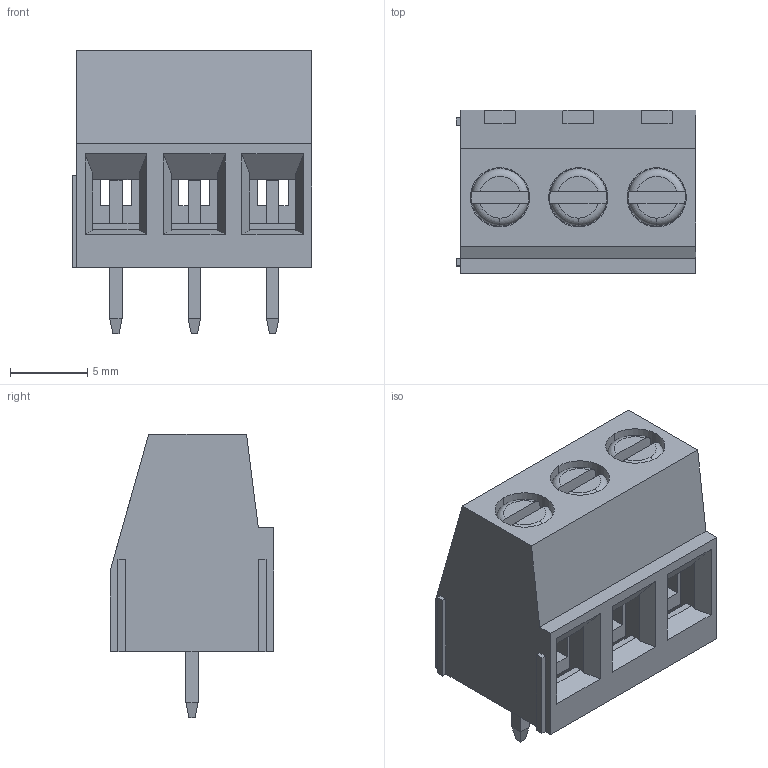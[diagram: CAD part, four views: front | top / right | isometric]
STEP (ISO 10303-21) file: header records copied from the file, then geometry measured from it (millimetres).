
FILE_DESCRIPTION (( 'STEP AP214' ), '1' );
FILE_NAME ('CONN-TH_3P-P5.08_KF128-5.08-3P.step', '2022-07-29T16:53:34', ( '' ), ( '' ), 'SwSTEP 2.0', 'SolidWorks 2020', '' );
FILE_SCHEMA (( 'AUTOMOTIVE_DESIGN' ));
Length unit declared in the file: millimetre
Products named in the file (1): CONN-TH_3P-P5.08_KF128-5.08-3P
Bounding box: 15.54 x 10.6 x 18.4 mm (x, y, z)
Volume: 1209.1 mm3; surface area: 2647.4 mm2
Topology: 14 solids, 14 shells, 841 faces, 2337 edges, 1551 vertices
Faces by surface type: plane 548, bspline 242, cylinder 42, torus 9
Entity records: 38338 total; most frequent: CARTESIAN_POINT 13074, ORIENTED_EDGE 4674, DIRECTION 3133, EDGE_CURVE 2337, VECTOR 1729, LINE 1729, VERTEX_POINT 1551, EDGE_LOOP 904
